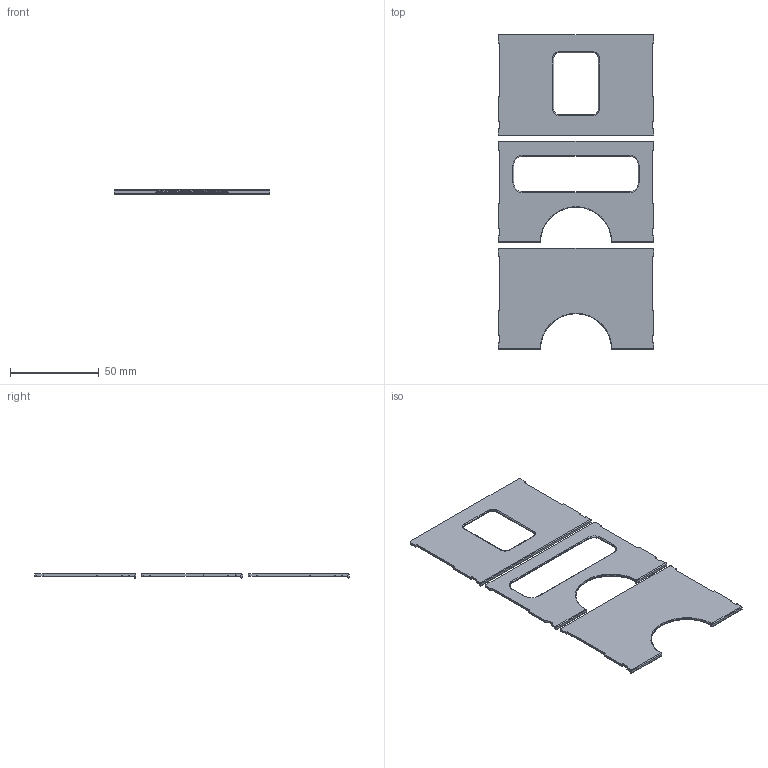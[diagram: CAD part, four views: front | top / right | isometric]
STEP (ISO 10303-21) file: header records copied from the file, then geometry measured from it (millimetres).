
FILE_DESCRIPTION(/* description */ (''),/* implementation_level */ '2;1');
FILE_NAME(/* name */ 'MinWallet Reloaded.step',/* time_stamp */ '2016-08-18T09:04:30-07:00',/* author */ (''),/* organization */ (''),/* preprocessor_version */ 'ST-DEVELOPER v16.5',/* originating_system */ 'Autodesk Translation Framework v5.1.0.2740',/* authorisation */ '');
FILE_SCHEMA (('AUTOMOTIVE_DESIGN { 1 0 10303 214 3 1 1 }'));
Length unit declared in the file: centimetre
Products named in the file (1): (Unsaved)
Bounding box: 87.6 x 176.98 x 2.25 mm (x, y, z)
Volume: 14231.8 mm3; surface area: 24121.8 mm2
Topology: 3 solids, 3 shells, 228 faces, 599 edges, 377 vertices
Faces by surface type: cylinder 104, plane 84, torus 24, bspline 12, sphere 4
Entity records: 7361 total; most frequent: CARTESIAN_POINT 1589, DIRECTION 1253, ORIENTED_EDGE 1198, EDGE_CURVE 599, AXIS2_PLACEMENT_3D 461, VERTEX_POINT 377, LINE 331, VECTOR 331
